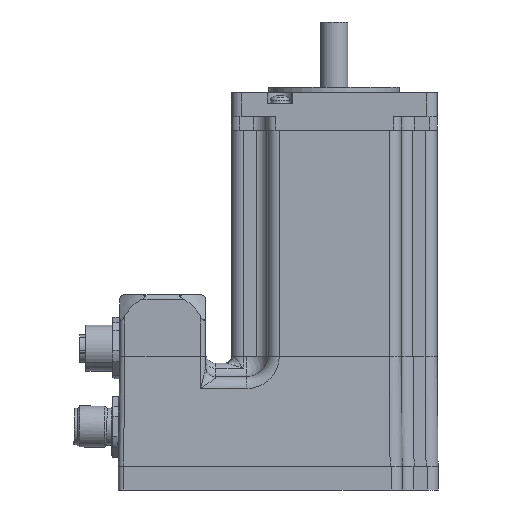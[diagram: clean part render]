
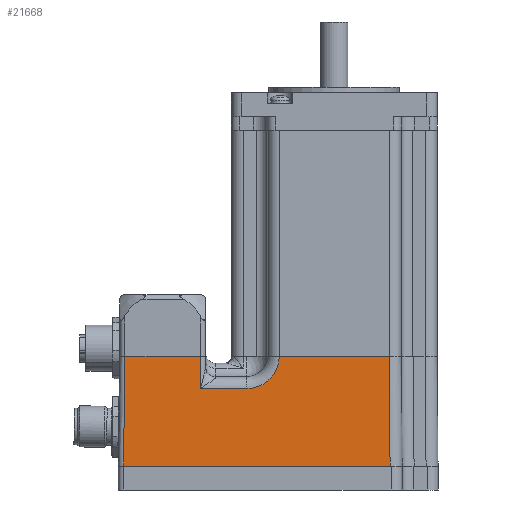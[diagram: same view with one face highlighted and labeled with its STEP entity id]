
A CAD part, left-side view. The second image highlights one B-rep face of the part: STEP entity #21668.
In plain terms, the highlighted planar face has unit normal (-1, 0, 0.009).
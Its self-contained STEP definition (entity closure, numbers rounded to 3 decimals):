
#693=LINE('',#34393,#2228);
#715=LINE('',#34463,#2250);
#722=LINE('',#34539,#2257);
#727=LINE('',#34631,#2262);
#733=LINE('',#34780,#2268);
#734=LINE('',#34782,#2269);
#735=LINE('',#34783,#2270);
#2228=VECTOR('',#27144,32.053);
#2250=VECTOR('',#27204,13.6);
#2257=VECTOR('',#27235,9.405);
#2262=VECTOR('',#27254,22.);
#2268=VECTOR('',#27300,32.004);
#2269=VECTOR('',#27301,77.8);
#2270=VECTOR('',#27302,32.003);
#4833=PLANE('',#23447);
#6056=FACE_OUTER_BOUND('',#7471,.T.);
#7471=EDGE_LOOP('',(#16835,#16836,#16837,#16838,#16839,#16840,#16841,#16842));
#9028=CIRCLE('',#23407,9.447);
#10436=VERTEX_POINT('',#34332);
#10447=VERTEX_POINT('',#34390);
#10448=VERTEX_POINT('',#34392);
#10477=VERTEX_POINT('',#34459);
#10482=VERTEX_POINT('',#34503);
#10491=VERTEX_POINT('',#34629);
#10500=VERTEX_POINT('',#34779);
#10501=VERTEX_POINT('',#34781);
#12803=EDGE_CURVE('',#10447,#10448,#693,.T.);
#12838=EDGE_CURVE('',#10477,#10447,#9028,.T.);
#12839=EDGE_CURVE('',#10436,#10477,#715,.T.);
#12853=EDGE_CURVE('',#10436,#10482,#722,.T.);
#12865=EDGE_CURVE('',#10491,#10482,#727,.T.);
#12885=EDGE_CURVE('',#10491,#10500,#733,.T.);
#12886=EDGE_CURVE('',#10500,#10501,#734,.T.);
#12887=EDGE_CURVE('',#10448,#10501,#735,.T.);
#16835=ORIENTED_EDGE('',*,*,#12853,.T.);
#16836=ORIENTED_EDGE('',*,*,#12865,.F.);
#16837=ORIENTED_EDGE('',*,*,#12885,.T.);
#16838=ORIENTED_EDGE('',*,*,#12886,.T.);
#16839=ORIENTED_EDGE('',*,*,#12887,.F.);
#16840=ORIENTED_EDGE('',*,*,#12803,.F.);
#16841=ORIENTED_EDGE('',*,*,#12838,.F.);
#16842=ORIENTED_EDGE('',*,*,#12839,.F.);
#21668=ADVANCED_FACE('',(#6056),#4833,.F.);
#23407=AXIS2_PLACEMENT_3D('',#34461,#27200,#27201);
#23447=AXIS2_PLACEMENT_3D('',#34778,#27298,#27299);
#27144=DIRECTION('',(0.,-1.,0.));
#27200=DIRECTION('center_axis',(-1.,0.,
0.009));
#27201=DIRECTION('ref_axis',(-0.007,-0.703,-0.711));
#27204=DIRECTION('',(0.,-1.,0.));
#27235=DIRECTION('',(0.009,0.,1.));
#27254=DIRECTION('',(0.,-1.,0.));
#27298=DIRECTION('center_axis',(1.,0.,
-0.009));
#27299=DIRECTION('ref_axis',(0.,-1.,0.));
#27300=DIRECTION('',(-0.009,0.012,-1.));
#27301=DIRECTION('',(0.,-1.,0.));
#27302=DIRECTION('',(-0.009,-0.009,-1.));
#34332=CARTESIAN_POINT('',(-29.588,39.1,-82.405));
#34390=CARTESIAN_POINT('',(-29.5,16.053,-73.));
#34392=CARTESIAN_POINT('',(-29.5,-16.,-73.));
#34393=CARTESIAN_POINT('',(-29.5,16.053,-73.));
#34459=CARTESIAN_POINT('',(-29.588,25.5,-82.405));
#34461=CARTESIAN_POINT('Origin',(-29.5,25.5,-72.958));
#34463=CARTESIAN_POINT('',(-29.588,39.1,-82.405));
#34503=CARTESIAN_POINT('',(-29.5,39.1,-73.));
#34539=CARTESIAN_POINT('',(-29.588,39.1,-82.405));
#34629=CARTESIAN_POINT('',(-29.5,61.1,-73.));
#34631=CARTESIAN_POINT('',(-29.5,61.1,-73.));
#34778=CARTESIAN_POINT('Origin',(-29.5,61.1,-73.));
#34779=CARTESIAN_POINT('',(-29.8,61.5,-105.));
#34780=CARTESIAN_POINT('',(-29.5,61.1,-73.));
#34781=CARTESIAN_POINT('',(-29.8,-16.3,-105.));
#34782=CARTESIAN_POINT('',(-29.8,61.5,-105.));
#34783=CARTESIAN_POINT('',(-29.5,-16.,-73.));
